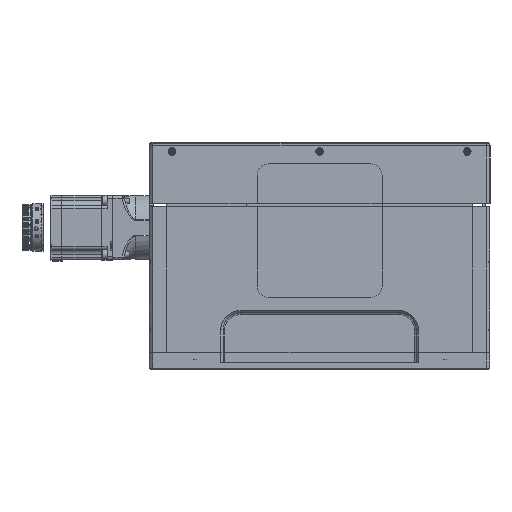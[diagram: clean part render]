
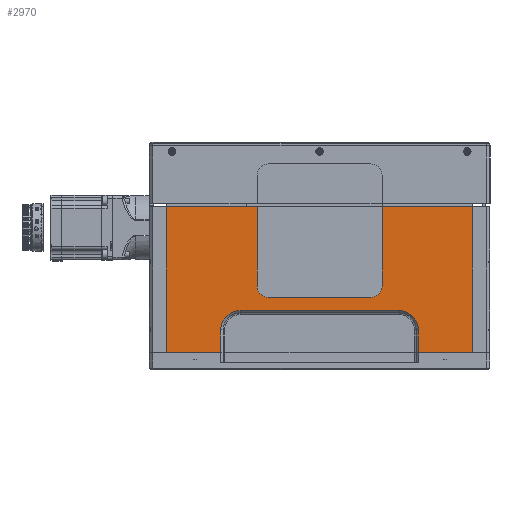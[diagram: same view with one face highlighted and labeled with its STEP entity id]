
A CAD part, left-side view. The second image highlights one B-rep face of the part: STEP entity #2970.
In plain terms, the highlighted planar face has unit normal (-1, 0, 0).
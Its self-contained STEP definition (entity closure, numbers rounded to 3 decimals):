
#57 = VERTEX_POINT ( 'NONE', #6811 ) ;
#197 = CARTESIAN_POINT ( 'NONE',  ( -210., -87., 99. ) ) ;
#1756 = LINE ( 'NONE', #41288, #31396 ) ;
#2342 = CARTESIAN_POINT ( 'NONE',  ( -210., 70., 52. ) ) ;
#2970 = ADVANCED_FACE ( 'NONE', ( #80673 ), #61924, .F. ) ;
#3041 = DIRECTION ( 'NONE',  ( 0., 0., 1. ) ) ;
#3419 = LINE ( 'NONE', #197, #76945 ) ;
#3450 = DIRECTION ( 'NONE',  ( 1., 0., 0. ) ) ;
#4492 = EDGE_CURVE ( 'NONE', #78885, #77034, #3419, .T. ) ;
#4500 = CARTESIAN_POINT ( 'NONE',  ( -210., -55., 63.5 ) ) ;
#4575 = VERTEX_POINT ( 'NONE', #20167 ) ;
#6055 = EDGE_CURVE ( 'NONE', #63277, #4575, #62042, .T. ) ;
#6195 = EDGE_CURVE ( 'NONE', #57461, #81929, #56042, .T. ) ;
#6704 = LINE ( 'NONE', #24186, #74142 ) ;
#6811 = CARTESIAN_POINT ( 'NONE',  ( -210., 135., 143.5 ) ) ;
#8053 = CARTESIAN_POINT ( 'NONE',  ( -210., -45., 73.5 ) ) ;
#8276 = VECTOR ( 'NONE', #21968, 1000. ) ;
#8617 = DIRECTION ( 'NONE',  ( 0., 0., 1. ) ) ;
#8643 = ORIENTED_EDGE ( 'NONE', *, *, #6055, .F. ) ;
#11520 = AXIS2_PLACEMENT_3D ( 'NONE', #63566, #51004, #70177 ) ;
#11901 = DIRECTION ( 'NONE',  ( 0., 0., 1. ) ) ;
#13658 = DIRECTION ( 'NONE',  ( 0., 1., 0. ) ) ;
#14021 = AXIS2_PLACEMENT_3D ( 'NONE', #8053, #54340, #21209 ) ;
#14469 = ORIENTED_EDGE ( 'NONE', *, *, #83915, .F. ) ;
#15253 = VERTEX_POINT ( 'NONE', #73067 ) ;
#16034 = ORIENTED_EDGE ( 'NONE', *, *, #56616, .F. ) ;
#16580 = AXIS2_PLACEMENT_3D ( 'NONE', #75077, #3450, #8617 ) ;
#16956 = EDGE_CURVE ( 'NONE', #67382, #32541, #61234, .T. ) ;
#17160 = VECTOR ( 'NONE', #43183, 1000. ) ;
#17803 = CARTESIAN_POINT ( 'NONE',  ( -210., -135., 143.5 ) ) ;
#17971 = EDGE_CURVE ( 'NONE', #82010, #15253, #17983, .T. ) ;
#17983 = LINE ( 'NONE', #56121, #33305 ) ;
#18254 = DIRECTION ( 'NONE',  ( 0., 1., 0. ) ) ;
#18858 = ORIENTED_EDGE ( 'NONE', *, *, #44471, .F. ) ;
#20167 = CARTESIAN_POINT ( 'NONE',  ( -210., 135., 15. ) ) ;
#21019 = CARTESIAN_POINT ( 'NONE',  ( -210., -87., 35. ) ) ;
#21209 = DIRECTION ( 'NONE',  ( 0., 0., 1. ) ) ;
#21968 = DIRECTION ( 'NONE',  ( 0., -1., 0. ) ) ;
#24148 = DIRECTION ( 'NONE',  ( 0., 0., -1. ) ) ;
#24186 = CARTESIAN_POINT ( 'NONE',  ( -210., 87., 99. ) ) ;
#24888 = ORIENTED_EDGE ( 'NONE', *, *, #16956, .T. ) ;
#25120 = AXIS2_PLACEMENT_3D ( 'NONE', #47577, #74119, #3041 ) ;
#25910 = CARTESIAN_POINT ( 'NONE',  ( -210., -45., 63.5 ) ) ;
#27875 = EDGE_CURVE ( 'NONE', #52782, #15253, #54195, .T. ) ;
#28729 = EDGE_CURVE ( 'NONE', #37753, #79230, #1756, .T. ) ;
#29426 = CARTESIAN_POINT ( 'NONE',  ( -210., 45., 63.5 ) ) ;
#31396 = VECTOR ( 'NONE', #80473, 1000. ) ;
#31665 = CARTESIAN_POINT ( 'NONE',  ( -210., 135., 15. ) ) ;
#31943 = LINE ( 'NONE', #43253, #71783 ) ;
#32380 = VECTOR ( 'NONE', #62373, 1000. ) ;
#32427 = EDGE_CURVE ( 'NONE', #36365, #78885, #83120, .T. ) ;
#32435 = DIRECTION ( 'NONE',  ( 0., 0., -1. ) ) ;
#32480 = ORIENTED_EDGE ( 'NONE', *, *, #6195, .T. ) ;
#32541 = VERTEX_POINT ( 'NONE', #25910 ) ;
#33305 = VECTOR ( 'NONE', #24148, 1000. ) ;
#34537 = LINE ( 'NONE', #62588, #17160 ) ;
#35276 = LINE ( 'NONE', #4500, #61803 ) ;
#36365 = VERTEX_POINT ( 'NONE', #46921 ) ;
#37753 = VERTEX_POINT ( 'NONE', #17803 ) ;
#37902 = VECTOR ( 'NONE', #67193, 1000. ) ;
#38188 = EDGE_CURVE ( 'NONE', #81929, #36365, #47105, .T. ) ;
#38581 = CARTESIAN_POINT ( 'NONE',  ( -210., -135., 15. ) ) ;
#39647 = CARTESIAN_POINT ( 'NONE',  ( -210., 87., 15. ) ) ;
#40791 = CARTESIAN_POINT ( 'NONE',  ( -210., -70., 52. ) ) ;
#40804 = CARTESIAN_POINT ( 'NONE',  ( -210., 87., 35. ) ) ;
#41288 = CARTESIAN_POINT ( 'NONE',  ( -210., -135., 183. ) ) ;
#41789 = CARTESIAN_POINT ( 'NONE',  ( -210., -55., 143.5 ) ) ;
#43183 = DIRECTION ( 'NONE',  ( 0., 0., 1. ) ) ;
#43253 = CARTESIAN_POINT ( 'NONE',  ( -210., 135., 143.5 ) ) ;
#43545 = DIRECTION ( 'NONE',  ( 0., -1., 0. ) ) ;
#44471 = EDGE_CURVE ( 'NONE', #57, #82010, #31943, .T. ) ;
#44820 = EDGE_CURVE ( 'NONE', #65687, #37753, #55316, .T. ) ;
#46375 = CARTESIAN_POINT ( 'NONE',  ( -210., -87., 15. ) ) ;
#46921 = CARTESIAN_POINT ( 'NONE',  ( -210., -70., 52. ) ) ;
#47105 = LINE ( 'NONE', #40791, #8276 ) ;
#47468 = EDGE_CURVE ( 'NONE', #63277, #57461, #6704, .T. ) ;
#47577 = CARTESIAN_POINT ( 'NONE',  ( -210., 70., 35. ) ) ;
#48797 = VECTOR ( 'NONE', #13658, 1000. ) ;
#50205 = LINE ( 'NONE', #31665, #74696 ) ;
#50580 = EDGE_CURVE ( 'NONE', #79230, #77034, #50205, .T. ) ;
#50952 = ORIENTED_EDGE ( 'NONE', *, *, #47468, .T. ) ;
#51004 = DIRECTION ( 'NONE',  ( 1., 0., 0. ) ) ;
#52782 = VERTEX_POINT ( 'NONE', #29426 ) ;
#54195 = CIRCLE ( 'NONE', #73531, 10. ) ;
#54340 = DIRECTION ( 'NONE',  ( 1., 0., 0. ) ) ;
#55316 = LINE ( 'NONE', #79776, #37902 ) ;
#55396 = ORIENTED_EDGE ( 'NONE', *, *, #83024, .F. ) ;
#56042 = CIRCLE ( 'NONE', #25120, 17. ) ;
#56121 = CARTESIAN_POINT ( 'NONE',  ( -210., 55., 143.5 ) ) ;
#56616 = EDGE_CURVE ( 'NONE', #4575, #57, #82483, .T. ) ;
#57461 = VERTEX_POINT ( 'NONE', #40804 ) ;
#61234 = CIRCLE ( 'NONE', #14021, 10. ) ;
#61383 = ORIENTED_EDGE ( 'NONE', *, *, #50580, .F. ) ;
#61803 = VECTOR ( 'NONE', #77245, 1000. ) ;
#61924 = PLANE ( 'NONE',  #16580 ) ;
#62042 = LINE ( 'NONE', #66715, #48797 ) ;
#62373 = DIRECTION ( 'NONE',  ( 0., 0., 1. ) ) ;
#62588 = CARTESIAN_POINT ( 'NONE',  ( -210., -55., 143.5 ) ) ;
#63277 = VERTEX_POINT ( 'NONE', #39647 ) ;
#63566 = CARTESIAN_POINT ( 'NONE',  ( -210., -70., 35. ) ) ;
#65687 = VERTEX_POINT ( 'NONE', #41789 ) ;
#66715 = CARTESIAN_POINT ( 'NONE',  ( -210., 135., 15. ) ) ;
#67088 = CARTESIAN_POINT ( 'NONE',  ( -210., 45., 73.5 ) ) ;
#67193 = DIRECTION ( 'NONE',  ( 0., -1., 0. ) ) ;
#67382 = VERTEX_POINT ( 'NONE', #83150 ) ;
#67728 = ORIENTED_EDGE ( 'NONE', *, *, #38188, .T. ) ;
#68405 = CARTESIAN_POINT ( 'NONE',  ( -210., 135., 183. ) ) ;
#68808 = CARTESIAN_POINT ( 'NONE',  ( -210., 55., 143.5 ) ) ;
#69326 = ORIENTED_EDGE ( 'NONE', *, *, #4492, .T. ) ;
#70177 = DIRECTION ( 'NONE',  ( 0., 0., 1. ) ) ;
#71783 = VECTOR ( 'NONE', #43545, 1000. ) ;
#73067 = CARTESIAN_POINT ( 'NONE',  ( -210., 55., 73.5 ) ) ;
#73370 = DIRECTION ( 'NONE',  ( 0., 0., 1. ) ) ;
#73531 = AXIS2_PLACEMENT_3D ( 'NONE', #67088, #79664, #73370 ) ;
#74119 = DIRECTION ( 'NONE',  ( 1., 0., 0. ) ) ;
#74142 = VECTOR ( 'NONE', #11901, 1000. ) ;
#74696 = VECTOR ( 'NONE', #18254, 1000. ) ;
#75077 = CARTESIAN_POINT ( 'NONE',  ( -210., 0., 99. ) ) ;
#76674 = ORIENTED_EDGE ( 'NONE', *, *, #32427, .T. ) ;
#76945 = VECTOR ( 'NONE', #32435, 1000. ) ;
#76954 = ORIENTED_EDGE ( 'NONE', *, *, #44820, .F. ) ;
#77034 = VERTEX_POINT ( 'NONE', #46375 ) ;
#77195 = ORIENTED_EDGE ( 'NONE', *, *, #17971, .F. ) ;
#77245 = DIRECTION ( 'NONE',  ( 0., -1., 0. ) ) ;
#77923 = ORIENTED_EDGE ( 'NONE', *, *, #28729, .F. ) ;
#78885 = VERTEX_POINT ( 'NONE', #21019 ) ;
#79058 = EDGE_LOOP ( 'NONE', ( #76674, #69326, #61383, #77923, #76954, #55396, #24888, #14469, #83844, #77195, #18858, #16034, #8643, #50952, #32480, #67728 ) ) ;
#79230 = VERTEX_POINT ( 'NONE', #38581 ) ;
#79664 = DIRECTION ( 'NONE',  ( 1., 0., 0. ) ) ;
#79776 = CARTESIAN_POINT ( 'NONE',  ( -210., 135., 143.5 ) ) ;
#80473 = DIRECTION ( 'NONE',  ( 0., 0., -1. ) ) ;
#80673 = FACE_OUTER_BOUND ( 'NONE', #79058, .T. ) ;
#81929 = VERTEX_POINT ( 'NONE', #2342 ) ;
#82010 = VERTEX_POINT ( 'NONE', #68808 ) ;
#82483 = LINE ( 'NONE', #68405, #32380 ) ;
#83024 = EDGE_CURVE ( 'NONE', #67382, #65687, #34537, .T. ) ;
#83120 = CIRCLE ( 'NONE', #11520, 17. ) ;
#83150 = CARTESIAN_POINT ( 'NONE',  ( -210., -55., 73.5 ) ) ;
#83844 = ORIENTED_EDGE ( 'NONE', *, *, #27875, .T. ) ;
#83915 = EDGE_CURVE ( 'NONE', #52782, #32541, #35276, .T. ) ;
